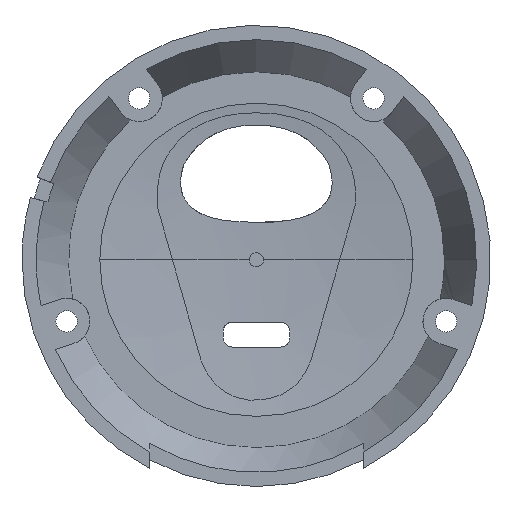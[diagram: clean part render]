
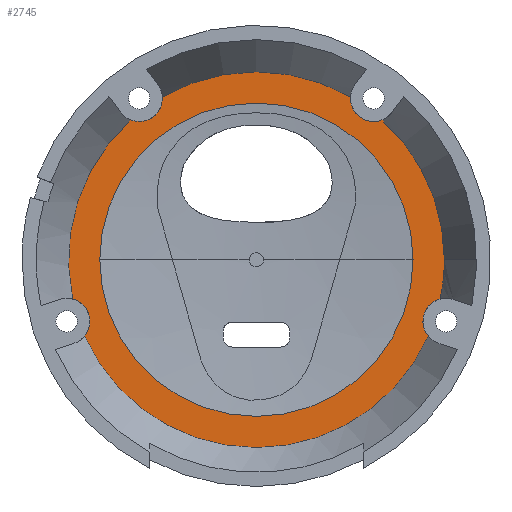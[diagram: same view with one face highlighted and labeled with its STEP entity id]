
A CAD part, front view. The second image highlights one B-rep face of the part: STEP entity #2745.
In plain terms, the highlighted planar face has unit normal (0, -1, 0).
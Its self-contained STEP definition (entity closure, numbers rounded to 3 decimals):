
#103 = DIRECTION ( 'NONE',  ( -1., 0., 0. ) ) ;
#150 = DIRECTION ( 'NONE',  ( 0., 1., 0. ) ) ;
#156 = CIRCLE ( 'NONE', #574, 26.38 ) ;
#173 = AXIS2_PLACEMENT_3D ( 'NONE', #4273, #1227, #103 ) ;
#340 = VERTEX_POINT ( 'NONE', #554 ) ;
#341 = CARTESIAN_POINT ( 'NONE',  ( -17.632, -4., 19.622 ) ) ;
#352 = EDGE_CURVE ( 'NONE', #2179, #5092, #2371, .T. ) ;
#356 = DIRECTION ( 'NONE',  ( 0., 1., 0. ) ) ;
#373 = AXIS2_PLACEMENT_3D ( 'NONE', #5564, #4112, #5966 ) ;
#423 = CARTESIAN_POINT ( 'NONE',  ( -24.11, -4., -10.705 ) ) ;
#459 = ORIENTED_EDGE ( 'NONE', *, *, #5550, .T. ) ;
#529 = VERTEX_POINT ( 'NONE', #1645 ) ;
#554 = CARTESIAN_POINT ( 'NONE',  ( 26.38, -4., 0. ) ) ;
#568 = EDGE_CURVE ( 'NONE', #529, #725, #156, .T. ) ;
#574 = AXIS2_PLACEMENT_3D ( 'NONE', #5770, #5338, #1264 ) ;
#578 = EDGE_LOOP ( 'NONE', ( #4224, #3824, #2886, #459, #3099, #5306, #585, #1120, #6308, #3538, #1202 ) ) ;
#585 = ORIENTED_EDGE ( 'NONE', *, *, #5478, .T. ) ;
#612 = CIRCLE ( 'NONE', #1670, 3.25 ) ;
#648 = ORIENTED_EDGE ( 'NONE', *, *, #1059, .T. ) ;
#725 = VERTEX_POINT ( 'NONE', #423 ) ;
#824 = AXIS2_PLACEMENT_3D ( 'NONE', #6463, #944, #5458 ) ;
#825 = CIRCLE ( 'NONE', #3245, 3.25 ) ;
#884 = DIRECTION ( 'NONE',  ( 1., 0., 0. ) ) ;
#944 = DIRECTION ( 'NONE',  ( 0., 1., 0. ) ) ;
#970 = EDGE_CURVE ( 'NONE', #340, #5292, #3647, .T. ) ;
#1059 = EDGE_CURVE ( 'NONE', #5141, #1076, #2583, .T. ) ;
#1070 = CARTESIAN_POINT ( 'NONE',  ( 0., -4., 0. ) ) ;
#1076 = VERTEX_POINT ( 'NONE', #5201 ) ;
#1120 = ORIENTED_EDGE ( 'NONE', *, *, #2915, .F. ) ;
#1130 = AXIS2_PLACEMENT_3D ( 'NONE', #1811, #356, #2903 ) ;
#1202 = ORIENTED_EDGE ( 'NONE', *, *, #6349, .F. ) ;
#1227 = DIRECTION ( 'NONE',  ( 0., 1., 0. ) ) ;
#1242 = CIRCLE ( 'NONE', #824, 26.38 ) ;
#1264 = DIRECTION ( 'NONE',  ( -1., 0., 0. ) ) ;
#1315 = DIRECTION ( 'NONE',  ( 1., 0., 0. ) ) ;
#1361 = CIRCLE ( 'NONE', #2403, 3.25 ) ;
#1490 = VERTEX_POINT ( 'NONE', #3531 ) ;
#1502 = DIRECTION ( 'NONE',  ( 1., 0., 0. ) ) ;
#1558 = CIRCLE ( 'NONE', #5258, 26.38 ) ;
#1584 = DIRECTION ( 'NONE',  ( 0., -1., 0. ) ) ;
#1645 = CARTESIAN_POINT ( 'NONE',  ( 24.11, -4., -10.705 ) ) ;
#1670 = AXIS2_PLACEMENT_3D ( 'NONE', #2270, #1775, #884 ) ;
#1746 = AXIS2_PLACEMENT_3D ( 'NONE', #3066, #4975, #5523 ) ;
#1771 = DIRECTION ( 'NONE',  ( 0., 1., 0. ) ) ;
#1775 = DIRECTION ( 'NONE',  ( 0., 1., 0. ) ) ;
#1811 = CARTESIAN_POINT ( 'NONE',  ( 0., -4., 0. ) ) ;
#1902 = DIRECTION ( 'NONE',  ( 0., 1., 0. ) ) ;
#2179 = VERTEX_POINT ( 'NONE', #5153 ) ;
#2239 = CARTESIAN_POINT ( 'NONE',  ( -23.38, -4., -8.652 ) ) ;
#2262 = CARTESIAN_POINT ( 'NONE',  ( -13.213, -4., 22.832 ) ) ;
#2270 = CARTESIAN_POINT ( 'NONE',  ( 26.63, -4., -8.652 ) ) ;
#2349 = CARTESIAN_POINT ( 'NONE',  ( 17.632, -4., 19.622 ) ) ;
#2371 = CIRCLE ( 'NONE', #373, 3.25 ) ;
#2403 = AXIS2_PLACEMENT_3D ( 'NONE', #5490, #3121, #1502 ) ;
#2523 = DIRECTION ( 'NONE',  ( 0., 1., 0. ) ) ;
#2571 = FACE_BOUND ( 'NONE', #3923, .T. ) ;
#2583 = CIRCLE ( 'NONE', #6367, 21.989 ) ;
#2614 = AXIS2_PLACEMENT_3D ( 'NONE', #4815, #1902, #1315 ) ;
#2696 = CARTESIAN_POINT ( 'NONE',  ( 13.213, -4., 22.832 ) ) ;
#2745 = ADVANCED_FACE ( 'NONE', ( #5081, #2571 ), #4588, .T. ) ;
#2760 = ORIENTED_EDGE ( 'NONE', *, *, #3315, .T. ) ;
#2886 = ORIENTED_EDGE ( 'NONE', *, *, #568, .F. ) ;
#2903 = DIRECTION ( 'NONE',  ( -1., 0., 0. ) ) ;
#2915 = EDGE_CURVE ( 'NONE', #4724, #5710, #4189, .T. ) ;
#2917 = CARTESIAN_POINT ( 'NONE',  ( 25.798, -4., -5.511 ) ) ;
#3066 = CARTESIAN_POINT ( 'NONE',  ( 0., -4., 0. ) ) ;
#3099 = ORIENTED_EDGE ( 'NONE', *, *, #970, .F. ) ;
#3121 = DIRECTION ( 'NONE',  ( 0., 1., 0. ) ) ;
#3245 = AXIS2_PLACEMENT_3D ( 'NONE', #6370, #1771, #3368 ) ;
#3315 = EDGE_CURVE ( 'NONE', #1076, #5141, #4089, .T. ) ;
#3368 = DIRECTION ( 'NONE',  ( 1., 0., 0. ) ) ;
#3471 = CIRCLE ( 'NONE', #4524, 3.25 ) ;
#3531 = CARTESIAN_POINT ( 'NONE',  ( -25.798, -4., -5.511 ) ) ;
#3538 = ORIENTED_EDGE ( 'NONE', *, *, #352, .T. ) ;
#3595 = EDGE_CURVE ( 'NONE', #5727, #725, #825, .T. ) ;
#3609 = DIRECTION ( 'NONE',  ( 1., 0., 0. ) ) ;
#3647 = CIRCLE ( 'NONE', #1746, 26.38 ) ;
#3824 = ORIENTED_EDGE ( 'NONE', *, *, #3595, .T. ) ;
#3923 = EDGE_LOOP ( 'NONE', ( #2760, #648 ) ) ;
#4089 = CIRCLE ( 'NONE', #1130, 21.989 ) ;
#4112 = DIRECTION ( 'NONE',  ( 0., 1., 0. ) ) ;
#4189 = CIRCLE ( 'NONE', #173, 26.38 ) ;
#4224 = ORIENTED_EDGE ( 'NONE', *, *, #5933, .T. ) ;
#4273 = CARTESIAN_POINT ( 'NONE',  ( 0., -4., 0. ) ) ;
#4356 = DIRECTION ( 'NONE',  ( 0., 1., 0. ) ) ;
#4524 = AXIS2_PLACEMENT_3D ( 'NONE', #6410, #4356, #4851 ) ;
#4588 = PLANE ( 'NONE',  #4601 ) ;
#4601 = AXIS2_PLACEMENT_3D ( 'NONE', #6089, #1584, #3609 ) ;
#4678 = CARTESIAN_POINT ( 'NONE',  ( 0., -4., 0. ) ) ;
#4724 = VERTEX_POINT ( 'NONE', #2262 ) ;
#4815 = CARTESIAN_POINT ( 'NONE',  ( 16.458, -4., 22.652 ) ) ;
#4851 = DIRECTION ( 'NONE',  ( 1., 0., 0. ) ) ;
#4975 = DIRECTION ( 'NONE',  ( 0., 1., 0. ) ) ;
#5081 = FACE_OUTER_BOUND ( 'NONE', #578, .T. ) ;
#5092 = VERTEX_POINT ( 'NONE', #341 ) ;
#5141 = VERTEX_POINT ( 'NONE', #6263 ) ;
#5153 = CARTESIAN_POINT ( 'NONE',  ( -13.208, -4., 22.652 ) ) ;
#5177 = VERTEX_POINT ( 'NONE', #2349 ) ;
#5201 = CARTESIAN_POINT ( 'NONE',  ( -21.989, -4., 0. ) ) ;
#5258 = AXIS2_PLACEMENT_3D ( 'NONE', #1070, #2523, #5552 ) ;
#5292 = VERTEX_POINT ( 'NONE', #2917 ) ;
#5306 = ORIENTED_EDGE ( 'NONE', *, *, #6027, .F. ) ;
#5338 = DIRECTION ( 'NONE',  ( 0., 1., 0. ) ) ;
#5361 = CIRCLE ( 'NONE', #2614, 3.25 ) ;
#5458 = DIRECTION ( 'NONE',  ( -1., 0., 0. ) ) ;
#5478 = EDGE_CURVE ( 'NONE', #5177, #5710, #5361, .T. ) ;
#5490 = CARTESIAN_POINT ( 'NONE',  ( -26.63, -4., -8.652 ) ) ;
#5505 = EDGE_CURVE ( 'NONE', #4724, #2179, #3471, .T. ) ;
#5523 = DIRECTION ( 'NONE',  ( -1., 0., 0. ) ) ;
#5550 = EDGE_CURVE ( 'NONE', #529, #5292, #612, .T. ) ;
#5552 = DIRECTION ( 'NONE',  ( -1., 0., 0. ) ) ;
#5564 = CARTESIAN_POINT ( 'NONE',  ( -16.458, -4., 22.652 ) ) ;
#5689 = DIRECTION ( 'NONE',  ( -1., 0., 0. ) ) ;
#5710 = VERTEX_POINT ( 'NONE', #2696 ) ;
#5727 = VERTEX_POINT ( 'NONE', #2239 ) ;
#5770 = CARTESIAN_POINT ( 'NONE',  ( 0., -4., 0. ) ) ;
#5933 = EDGE_CURVE ( 'NONE', #1490, #5727, #1361, .T. ) ;
#5966 = DIRECTION ( 'NONE',  ( 1., 0., 0. ) ) ;
#6027 = EDGE_CURVE ( 'NONE', #5177, #340, #1558, .T. ) ;
#6089 = CARTESIAN_POINT ( 'NONE',  ( -21.989, -4., 0. ) ) ;
#6263 = CARTESIAN_POINT ( 'NONE',  ( 21.989, -4., 0. ) ) ;
#6308 = ORIENTED_EDGE ( 'NONE', *, *, #5505, .T. ) ;
#6349 = EDGE_CURVE ( 'NONE', #1490, #5092, #1242, .T. ) ;
#6367 = AXIS2_PLACEMENT_3D ( 'NONE', #4678, #150, #5689 ) ;
#6370 = CARTESIAN_POINT ( 'NONE',  ( -26.63, -4., -8.652 ) ) ;
#6410 = CARTESIAN_POINT ( 'NONE',  ( -16.458, -4., 22.652 ) ) ;
#6463 = CARTESIAN_POINT ( 'NONE',  ( 0., -4., 0. ) ) ;
